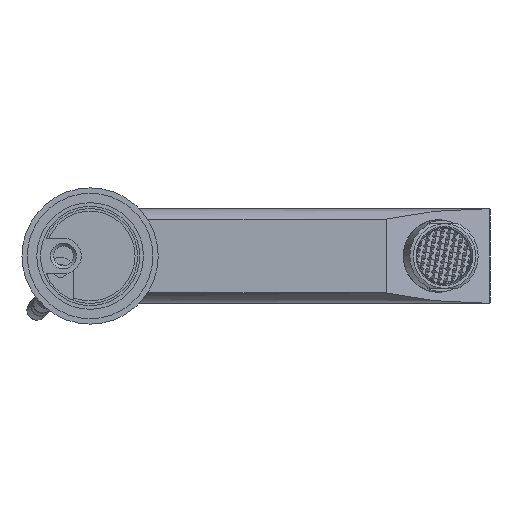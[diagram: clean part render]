
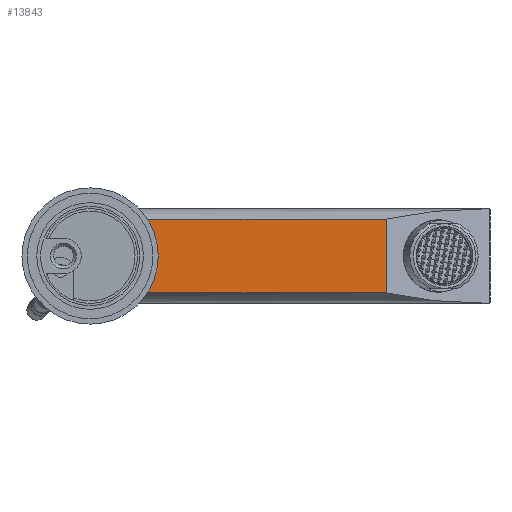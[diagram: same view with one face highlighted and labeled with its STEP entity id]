
A CAD part, front view. The second image highlights one B-rep face of the part: STEP entity #13843.
In plain terms, the highlighted planar face has unit normal (0, -1, 0).
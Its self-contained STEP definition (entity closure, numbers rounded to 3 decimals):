
#1017 = VERTEX_POINT ( 'NONE', #15763 ) ;
#2466 = CARTESIAN_POINT ( 'NONE',  ( 21.967, 112., -1.425 ) ) ;
#2699 = CARTESIAN_POINT ( 'NONE',  ( 22., 112., -0.571 ) ) ;
#3257 = B_SPLINE_CURVE_WITH_KNOTS ( 'NONE', 3,
 ( #29926, #24069, #35562, #32493, #4424, #7225, #19207, #33329, #13927, #35801, #19086, #19458, #30648, #16621, #27458, #27819, #5132, #27573, #10641, #18968, #5367, #33459, #5022, #7948, #2699, #2466, #35685, #24920, #24562, #10759, #22239, #22010, #30290, #5491, #8195, #11002, #5247, #13447, #13804, #21889, #7829, #27356, #33208, #25048, #30164, #32981, #8308, #10882 ),
 .UNSPECIFIED., .F., .F.,
 ( 4, 1, 1, 1, 1, 2, 2, 1, 1, 1, 2, 2, 1, 1, 2, 2, 2, 1, 1, 2, 2, 1, 1, 1, 2, 2, 1, 1, 1, 1, 2, 2, 4 ),
 ( 0., 0.063, 0.094, 0.109, 0.117, 0.121, 0.125, 0.188, 0.219, 0.234, 0.242, 0.25, 0.313, 0.344, 0.359, 0.375, 0.5, 0.562, 0.594, 0.609, 0.625, 0.687, 0.719, 0.734, 0.742, 0.75, 0.812, 0.844, 0.859, 0.867, 0.871, 0.875, 1. ),
 .UNSPECIFIED. ) ;
#3340 = VERTEX_POINT ( 'NONE', #14948 ) ;
#3716 = FACE_OUTER_BOUND ( 'NONE', #12622, .T. ) ;
#4424 = CARTESIAN_POINT ( 'NONE',  ( 19.514, 112., 10.16 ) ) ;
#4823 = EDGE_CURVE ( 'NONE', #1017, #3340, #3257, .T. ) ;
#5022 = CARTESIAN_POINT ( 'NONE',  ( 21.912, 112., 2.276 ) ) ;
#5132 = CARTESIAN_POINT ( 'NONE',  ( 21.13, 112., 6.151 ) ) ;
#5247 = CARTESIAN_POINT ( 'NONE',  ( 20.98, 112., -6.623 ) ) ;
#5284 = ORIENTED_EDGE ( 'NONE', *, *, #31711, .F. ) ;
#5367 = CARTESIAN_POINT ( 'NONE',  ( 21.69, 112., 3.683 ) ) ;
#5491 = CARTESIAN_POINT ( 'NONE',  ( 21.104, 112., -6.217 ) ) ;
#6638 = CARTESIAN_POINT ( 'NONE',  ( 135., 112., 12.49 ) ) ;
#7225 = CARTESIAN_POINT ( 'NONE',  ( 19.62, 112., 9.953 ) ) ;
#7528 = CARTESIAN_POINT ( 'NONE',  ( 135., 112., 12.49 ) ) ;
#7829 = CARTESIAN_POINT ( 'NONE',  ( 19.934, 112., -9.311 ) ) ;
#7948 = CARTESIAN_POINT ( 'NONE',  ( 22., 112., 1.142 ) ) ;
#8195 = CARTESIAN_POINT ( 'NONE',  ( 21.043, 112., -6.419 ) ) ;
#8308 = CARTESIAN_POINT ( 'NONE',  ( 18.715, 112., -11.614 ) ) ;
#8699 = LINE ( 'NONE', #26977, #16124 ) ;
#9180 = CARTESIAN_POINT ( 'NONE',  ( 135., 112., -12.49 ) ) ;
#10455 = CARTESIAN_POINT ( 'NONE',  ( 100., 112., -12.49 ) ) ;
#10641 = CARTESIAN_POINT ( 'NONE',  ( 21.564, 112., 4.375 ) ) ;
#10759 = CARTESIAN_POINT ( 'NONE',  ( 21.757, 112., -3.265 ) ) ;
#10882 = CARTESIAN_POINT ( 'NONE',  ( 18.111, 112., -12.49 ) ) ;
#11002 = CARTESIAN_POINT ( 'NONE',  ( 21.001, 112., -6.554 ) ) ;
#12622 = EDGE_LOOP ( 'NONE', ( #5284, #33715, #23694, #33153 ) ) ;
#13447 = CARTESIAN_POINT ( 'NONE',  ( 20.791, 112., -7.213 ) ) ;
#13804 = CARTESIAN_POINT ( 'NONE',  ( 20.511, 112., -7.989 ) ) ;
#13843 = ADVANCED_FACE ( 'NONE', ( #3716 ), #35627, .F. ) ;
#13849 = VERTEX_POINT ( 'NONE', #10455 ) ;
#13927 = CARTESIAN_POINT ( 'NONE',  ( 19.709, 112., 9.775 ) ) ;
#14948 = CARTESIAN_POINT ( 'NONE',  ( 18.111, 112., -12.49 ) ) ;
#15269 = DIRECTION ( 'NONE',  ( 0., 0., -1. ) ) ;
#15763 = CARTESIAN_POINT ( 'NONE',  ( 18.111, 112., 12.49 ) ) ;
#16124 = VECTOR ( 'NONE', #15269, 1000. ) ;
#16187 = LINE ( 'NONE', #6638, #31455 ) ;
#16621 = CARTESIAN_POINT ( 'NONE',  ( 20.873, 112., 6.95 ) ) ;
#17281 = VERTEX_POINT ( 'NONE', #26362 ) ;
#18968 = CARTESIAN_POINT ( 'NONE',  ( 21.641, 112., 3.96 ) ) ;
#19086 = CARTESIAN_POINT ( 'NONE',  ( 20.306, 112., 8.498 ) ) ;
#19207 = CARTESIAN_POINT ( 'NONE',  ( 19.665, 112., 9.863 ) ) ;
#19458 = CARTESIAN_POINT ( 'NONE',  ( 20.649, 112., 7.6 ) ) ;
#21627 = LINE ( 'NONE', #9180, #22502 ) ;
#21889 = CARTESIAN_POINT ( 'NONE',  ( 20.134, 112., -8.874 ) ) ;
#22010 = CARTESIAN_POINT ( 'NONE',  ( 21.485, 112., -4.791 ) ) ;
#22239 = CARTESIAN_POINT ( 'NONE',  ( 21.648, 112., -3.962 ) ) ;
#22502 = VECTOR ( 'NONE', #34427, 1000. ) ;
#23694 = ORIENTED_EDGE ( 'NONE', *, *, #27451, .F. ) ;
#24069 = CARTESIAN_POINT ( 'NONE',  ( 18.413, 112., 12.052 ) ) ;
#24562 = CARTESIAN_POINT ( 'NONE',  ( 21.778, 112., -3.123 ) ) ;
#24920 = CARTESIAN_POINT ( 'NONE',  ( 21.816, 112., -2.84 ) ) ;
#25048 = CARTESIAN_POINT ( 'NONE',  ( 19.755, 112., -9.683 ) ) ;
#25253 = AXIS2_PLACEMENT_3D ( 'NONE', #7528, #29855, #35491 ) ;
#26362 = CARTESIAN_POINT ( 'NONE',  ( 100., 112., 12.49 ) ) ;
#26977 = CARTESIAN_POINT ( 'NONE',  ( 100., 112., 12.49 ) ) ;
#27356 = CARTESIAN_POINT ( 'NONE',  ( 19.83, 112., -9.528 ) ) ;
#27451 = EDGE_CURVE ( 'NONE', #1017, #17281, #16187, .T. ) ;
#27458 = CARTESIAN_POINT ( 'NONE',  ( 20.917, 112., 6.819 ) ) ;
#27573 = CARTESIAN_POINT ( 'NONE',  ( 21.356, 112., 5.337 ) ) ;
#27819 = CARTESIAN_POINT ( 'NONE',  ( 20.937, 112., 6.756 ) ) ;
#28119 = EDGE_CURVE ( 'NONE', #17281, #13849, #8699, .T. ) ;
#29855 = DIRECTION ( 'NONE',  ( 0., 1., 0. ) ) ;
#29926 = CARTESIAN_POINT ( 'NONE',  ( 18.111, 112., 12.49 ) ) ;
#30164 = CARTESIAN_POINT ( 'NONE',  ( 19.739, 112., -9.714 ) ) ;
#30290 = CARTESIAN_POINT ( 'NONE',  ( 21.24, 112., -5.744 ) ) ;
#30648 = CARTESIAN_POINT ( 'NONE',  ( 20.808, 112., 7.146 ) ) ;
#31455 = VECTOR ( 'NONE', #34354, 1000. ) ;
#31711 = EDGE_CURVE ( 'NONE', #13849, #3340, #21627, .T. ) ;
#32493 = CARTESIAN_POINT ( 'NONE',  ( 19.297, 112., 10.571 ) ) ;
#32981 = CARTESIAN_POINT ( 'NONE',  ( 19.253, 112., -10.699 ) ) ;
#33153 = ORIENTED_EDGE ( 'NONE', *, *, #4823, .T. ) ;
#33208 = CARTESIAN_POINT ( 'NONE',  ( 19.785, 112., -9.621 ) ) ;
#33329 = CARTESIAN_POINT ( 'NONE',  ( 19.695, 112., 9.804 ) ) ;
#33459 = CARTESIAN_POINT ( 'NONE',  ( 21.713, 112., 3.546 ) ) ;
#33715 = ORIENTED_EDGE ( 'NONE', *, *, #28119, .F. ) ;
#34354 = DIRECTION ( 'NONE',  ( 1., 0., 0. ) ) ;
#34427 = DIRECTION ( 'NONE',  ( -1., 0., 0. ) ) ;
#35491 = DIRECTION ( 'NONE',  ( 1., 0., 0. ) ) ;
#35562 = CARTESIAN_POINT ( 'NONE',  ( 18.841, 112., 11.38 ) ) ;
#35627 = PLANE ( 'NONE',  #25253 ) ;
#35685 = CARTESIAN_POINT ( 'NONE',  ( 21.87, 112., -2.416 ) ) ;
#35801 = CARTESIAN_POINT ( 'NONE',  ( 19.968, 112., 9.25 ) ) ;
